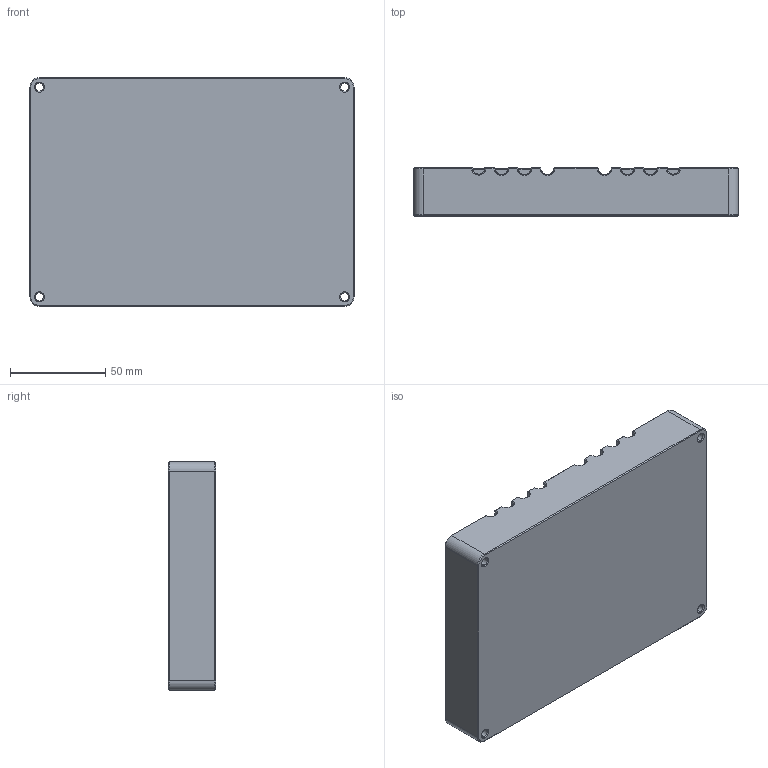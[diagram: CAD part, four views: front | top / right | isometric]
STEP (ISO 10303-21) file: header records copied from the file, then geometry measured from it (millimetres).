
FILE_DESCRIPTION (( 'STEP AP203' ), '1' );
FILE_NAME ('Íèæíÿÿ ïîëîâèíà.STEP', '2021-11-25T16:18:04', ( '' ), ( '' ), 'SwSTEP 2.0', 'SolidWorks 2021', '' );
FILE_SCHEMA (( 'CONFIG_CONTROL_DESIGN' ));
Length unit declared in the file: millimetre
Products named in the file (1): Íèæíÿÿ ïîëîâèíà
Bounding box: 170 x 25 x 120 mm (x, y, z)
Volume: 159273.9 mm3; surface area: 66480.4 mm2
Topology: 1 solids, 1 shells, 249 faces, 589 edges, 346 vertices
Faces by surface type: plane 78, cone 75, cylinder 71, torus 25
Entity records: 7205 total; most frequent: CARTESIAN_POINT 1329, DIRECTION 1302, ORIENTED_EDGE 1178, EDGE_CURVE 589, AXIS2_PLACEMENT_3D 511, VERTEX_POINT 346, LINE 280, VECTOR 280
